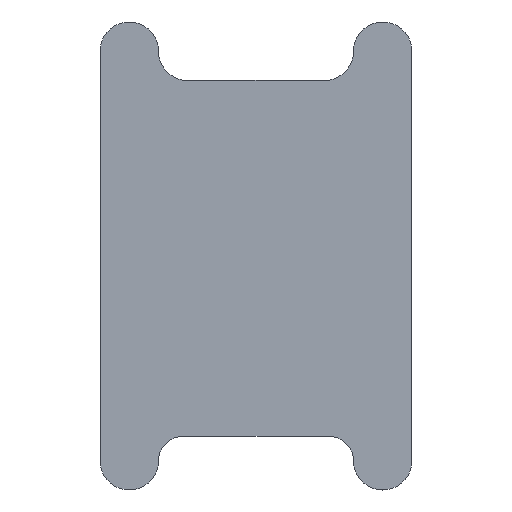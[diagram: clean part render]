
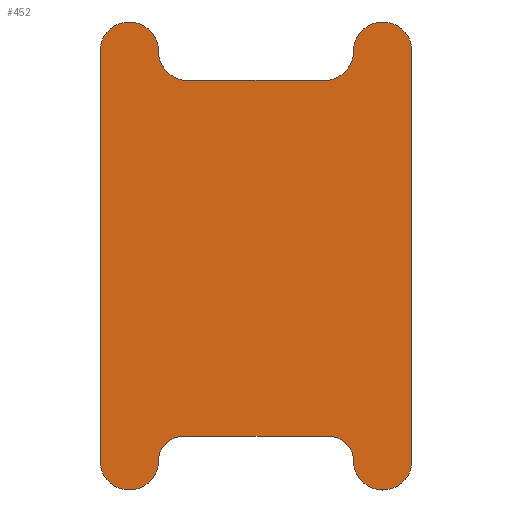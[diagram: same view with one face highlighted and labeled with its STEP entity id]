
A CAD part, top view. The second image highlights one B-rep face of the part: STEP entity #452.
In plain terms, the highlighted face is planar.
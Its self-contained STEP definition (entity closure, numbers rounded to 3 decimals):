
#42 = VERTEX_POINT('',#43);
#43 = CARTESIAN_POINT('',(147.32,-69.85,1.6));
#49 = EDGE_CURVE('',#42,#50,#52,.T.);
#50 = VERTEX_POINT('',#51);
#51 = CARTESIAN_POINT('',(154.94,-69.85,1.6));
#52 = CIRCLE('',#53,3.81);
#53 = AXIS2_PLACEMENT_3D('',#54,#55,#56);
#54 = CARTESIAN_POINT('',(151.13,-69.85,1.6));
#55 = DIRECTION('',(0.,0.,-1.));
#56 = DIRECTION('',(-1.,0.,0.));
#82 = EDGE_CURVE('',#50,#83,#85,.T.);
#83 = VERTEX_POINT('',#84);
#84 = CARTESIAN_POINT('',(154.94,-123.19,1.6));
#85 = LINE('',#86,#87);
#86 = CARTESIAN_POINT('',(154.94,-69.85,1.6));
#87 = VECTOR('',#88,1.);
#88 = DIRECTION('',(0.,-1.,0.));
#113 = EDGE_CURVE('',#83,#114,#116,.T.);
#114 = VERTEX_POINT('',#115);
#115 = CARTESIAN_POINT('',(147.32,-123.19,1.6));
#116 = CIRCLE('',#117,3.81);
#117 = AXIS2_PLACEMENT_3D('',#118,#119,#120);
#118 = CARTESIAN_POINT('',(151.13,-123.19,1.6));
#119 = DIRECTION('',(0.,0.,-1.));
#120 = DIRECTION('',(1.,0.,0.));
#146 = EDGE_CURVE('',#114,#147,#149,.T.);
#147 = VERTEX_POINT('',#148);
#148 = CARTESIAN_POINT('',(144.145,-120.015,1.6));
#149 = CIRCLE('',#150,3.175);
#150 = AXIS2_PLACEMENT_3D('',#151,#152,#153);
#151 = CARTESIAN_POINT('',(144.145,-123.19,1.6));
#152 = DIRECTION('',(0.,0.,1.));
#153 = DIRECTION('',(1.,0.,-0.));
#179 = EDGE_CURVE('',#147,#180,#182,.T.);
#180 = VERTEX_POINT('',#181);
#181 = CARTESIAN_POINT('',(125.095,-120.015,1.6));
#182 = LINE('',#183,#184);
#183 = CARTESIAN_POINT('',(144.145,-120.015,1.6));
#184 = VECTOR('',#185,1.);
#185 = DIRECTION('',(-1.,0.,0.));
#210 = EDGE_CURVE('',#180,#211,#213,.T.);
#211 = VERTEX_POINT('',#212);
#212 = CARTESIAN_POINT('',(121.92,-123.19,1.6));
#213 = CIRCLE('',#214,3.175);
#214 = AXIS2_PLACEMENT_3D('',#215,#216,#217);
#215 = CARTESIAN_POINT('',(125.095,-123.19,1.6));
#216 = DIRECTION('',(0.,0.,1.));
#217 = DIRECTION('',(0.,1.,0.));
#243 = EDGE_CURVE('',#211,#244,#246,.T.);
#244 = VERTEX_POINT('',#245);
#245 = CARTESIAN_POINT('',(114.3,-123.19,1.6));
#246 = CIRCLE('',#247,3.81);
#247 = AXIS2_PLACEMENT_3D('',#248,#249,#250);
#248 = CARTESIAN_POINT('',(118.11,-123.19,1.6));
#249 = DIRECTION('',(0.,0.,-1.));
#250 = DIRECTION('',(1.,0.,0.));
#276 = EDGE_CURVE('',#244,#277,#279,.T.);
#277 = VERTEX_POINT('',#278);
#278 = CARTESIAN_POINT('',(114.3,-69.85,1.6));
#279 = LINE('',#280,#281);
#280 = CARTESIAN_POINT('',(114.3,-123.19,1.6));
#281 = VECTOR('',#282,1.);
#282 = DIRECTION('',(0.,1.,0.));
#307 = EDGE_CURVE('',#277,#308,#310,.T.);
#308 = VERTEX_POINT('',#309);
#309 = CARTESIAN_POINT('',(121.92,-69.85,1.6));
#310 = CIRCLE('',#311,3.81);
#311 = AXIS2_PLACEMENT_3D('',#312,#313,#314);
#312 = CARTESIAN_POINT('',(118.11,-69.85,1.6));
#313 = DIRECTION('',(0.,0.,-1.));
#314 = DIRECTION('',(-1.,0.,0.));
#340 = EDGE_CURVE('',#308,#341,#343,.T.);
#341 = VERTEX_POINT('',#342);
#342 = CARTESIAN_POINT('',(125.73,-73.66,1.6));
#343 = CIRCLE('',#344,3.81);
#344 = AXIS2_PLACEMENT_3D('',#345,#346,#347);
#345 = CARTESIAN_POINT('',(125.73,-69.85,1.6));
#346 = DIRECTION('',(0.,0.,1.));
#347 = DIRECTION('',(-1.,0.,0.));
#373 = EDGE_CURVE('',#341,#374,#376,.T.);
#374 = VERTEX_POINT('',#375);
#375 = CARTESIAN_POINT('',(143.51,-73.66,1.6));
#376 = LINE('',#377,#378);
#377 = CARTESIAN_POINT('',(125.73,-73.66,1.6));
#378 = VECTOR('',#379,1.);
#379 = DIRECTION('',(1.,0.,0.));
#404 = EDGE_CURVE('',#374,#405,#407,.T.);
#405 = VERTEX_POINT('',#406);
#406 = CARTESIAN_POINT('',(147.32,-69.85,1.6));
#407 = CIRCLE('',#408,3.81);
#408 = AXIS2_PLACEMENT_3D('',#409,#410,#411);
#409 = CARTESIAN_POINT('',(143.51,-69.85,1.6));
#410 = DIRECTION('',(0.,0.,1.));
#411 = DIRECTION('',(0.,-1.,0.));
#452 = ADVANCED_FACE('',(#453),#467,.T.);
#453 = FACE_BOUND('',#454,.T.);
#454 = EDGE_LOOP('',(#455,#456,#457,#458,#459,#460,#461,#462,#463,#464,
    #465,#466));
#455 = ORIENTED_EDGE('',*,*,#49,.T.);
#456 = ORIENTED_EDGE('',*,*,#82,.T.);
#457 = ORIENTED_EDGE('',*,*,#113,.T.);
#458 = ORIENTED_EDGE('',*,*,#146,.T.);
#459 = ORIENTED_EDGE('',*,*,#179,.T.);
#460 = ORIENTED_EDGE('',*,*,#210,.T.);
#461 = ORIENTED_EDGE('',*,*,#243,.T.);
#462 = ORIENTED_EDGE('',*,*,#276,.T.);
#463 = ORIENTED_EDGE('',*,*,#307,.T.);
#464 = ORIENTED_EDGE('',*,*,#340,.T.);
#465 = ORIENTED_EDGE('',*,*,#373,.T.);
#466 = ORIENTED_EDGE('',*,*,#404,.T.);
#467 = PLANE('',#468);
#468 = AXIS2_PLACEMENT_3D('',#469,#470,#471);
#469 = CARTESIAN_POINT('',(134.62,-96.506,1.6));
#470 = DIRECTION('',(0.,0.,1.));
#471 = DIRECTION('',(1.,0.,-0.));
